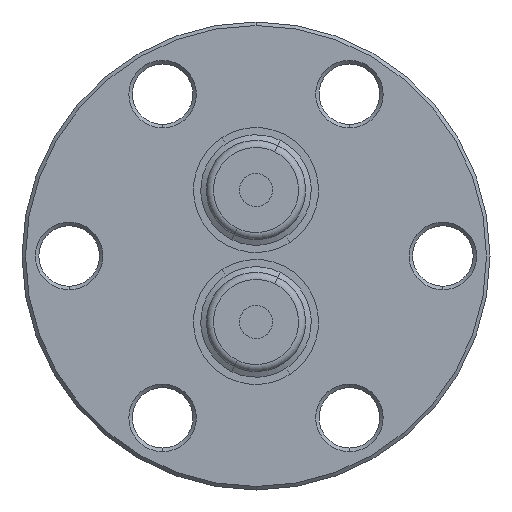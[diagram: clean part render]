
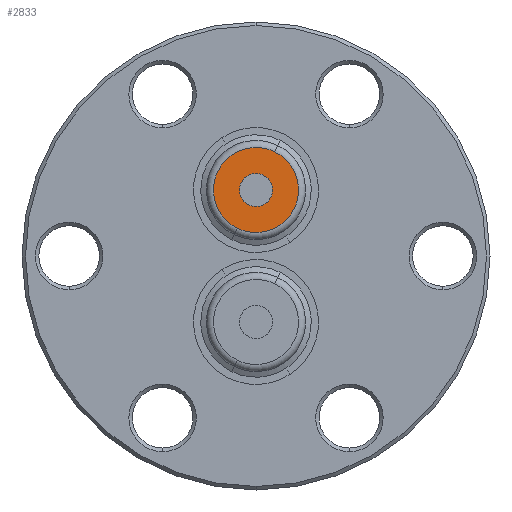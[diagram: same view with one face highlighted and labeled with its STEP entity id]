
A CAD part, front view. The second image highlights one B-rep face of the part: STEP entity #2833.
In plain terms, the highlighted planar face has unit normal (0, -1, 0).
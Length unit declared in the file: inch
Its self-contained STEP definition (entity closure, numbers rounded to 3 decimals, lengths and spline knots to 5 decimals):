
#132 = EDGE_CURVE ( 'NONE', #1660, #204, #2382, .T. ) ;
#141 = DIRECTION ( 'NONE',  ( 0., 0., -1. ) ) ;
#169 = CARTESIAN_POINT ( 'NONE',  ( -0.05304, -0.73289, 0.07875 ) ) ;
#204 = VERTEX_POINT ( 'NONE', #169 ) ;
#339 = AXIS2_PLACEMENT_3D ( 'NONE', #371, #2739, #3263 ) ;
#371 = CARTESIAN_POINT ( 'NONE',  ( 0., -0.73289, 0.1875 ) ) ;
#565 = DIRECTION ( 'NONE',  ( 0., 1., 0. ) ) ;
#812 = CIRCLE ( 'NONE', #2248, 0.047 ) ;
#931 = CIRCLE ( 'NONE', #339, 0.121 ) ;
#963 = DIRECTION ( 'NONE',  ( 0., -1., 0. ) ) ;
#970 = CARTESIAN_POINT ( 'NONE',  ( -0.03935, -0.73289, 0.16179 ) ) ;
#1145 = DIRECTION ( 'NONE',  ( 0.438, 0., 0.899 ) ) ;
#1170 = CARTESIAN_POINT ( 'NONE',  ( 0.05304, -0.73289, 0.29625 ) ) ;
#1191 = FACE_OUTER_BOUND ( 'NONE', #2044, .T. ) ;
#1211 = AXIS2_PLACEMENT_3D ( 'NONE', #2777, #963, #1287 ) ;
#1287 = DIRECTION ( 'NONE',  ( 0.438, 0., 0.899 ) ) ;
#1384 = CARTESIAN_POINT ( 'NONE',  ( 0., -0.73289, 0.1875 ) ) ;
#1438 = EDGE_CURVE ( 'NONE', #2502, #2622, #812, .T. ) ;
#1571 = EDGE_CURVE ( 'NONE', #2622, #2502, #2247, .T. ) ;
#1612 = DIRECTION ( 'NONE',  ( 0., 0., -1. ) ) ;
#1617 = CARTESIAN_POINT ( 'NONE',  ( 0.03935, -0.73289, 0.21321 ) ) ;
#1660 = VERTEX_POINT ( 'NONE', #1170 ) ;
#1719 = PLANE ( 'NONE',  #1211 ) ;
#1953 = DIRECTION ( 'NONE',  ( 0., 1., 0. ) ) ;
#1985 = CARTESIAN_POINT ( 'NONE',  ( 0., -0.73289, 0.1875 ) ) ;
#1987 = EDGE_LOOP ( 'NONE', ( #2272, #3236 ) ) ;
#2044 = EDGE_LOOP ( 'NONE', ( #3234, #2948 ) ) ;
#2209 = FACE_BOUND ( 'NONE', #1987, .T. ) ;
#2247 = CIRCLE ( 'NONE', #3247, 0.047 ) ;
#2248 = AXIS2_PLACEMENT_3D ( 'NONE', #1985, #1953, #141 ) ;
#2272 = ORIENTED_EDGE ( 'NONE', *, *, #1438, .T. ) ;
#2382 = CIRCLE ( 'NONE', #2486, 0.121 ) ;
#2390 = CARTESIAN_POINT ( 'NONE',  ( 0., -0.73289, 0.1875 ) ) ;
#2453 = DIRECTION ( 'NONE',  ( 0., -1., 0. ) ) ;
#2486 = AXIS2_PLACEMENT_3D ( 'NONE', #1384, #2453, #1145 ) ;
#2502 = VERTEX_POINT ( 'NONE', #970 ) ;
#2622 = VERTEX_POINT ( 'NONE', #1617 ) ;
#2739 = DIRECTION ( 'NONE',  ( 0., -1., 0. ) ) ;
#2777 = CARTESIAN_POINT ( 'NONE',  ( 0.01798, -0.73289, 0.17873 ) ) ;
#2812 = EDGE_CURVE ( 'NONE', #204, #1660, #931, .T. ) ;
#2833 = ADVANCED_FACE ( 'NONE', ( #2209, #1191 ), #1719, .T. ) ;
#2948 = ORIENTED_EDGE ( 'NONE', *, *, #2812, .T. ) ;
#3234 = ORIENTED_EDGE ( 'NONE', *, *, #132, .T. ) ;
#3236 = ORIENTED_EDGE ( 'NONE', *, *, #1571, .T. ) ;
#3247 = AXIS2_PLACEMENT_3D ( 'NONE', #2390, #565, #1612 ) ;
#3263 = DIRECTION ( 'NONE',  ( 0.438, 0., 0.899 ) ) ;
